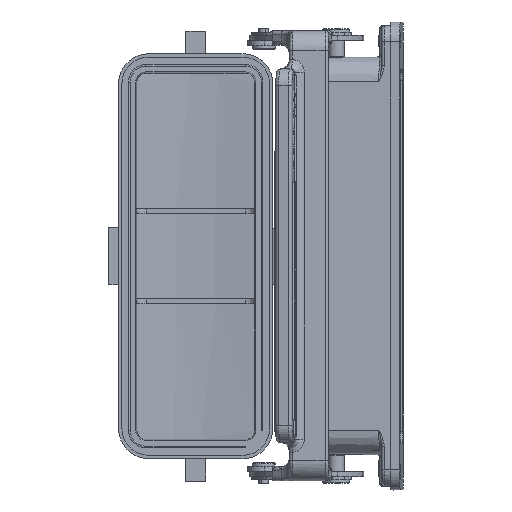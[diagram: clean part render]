
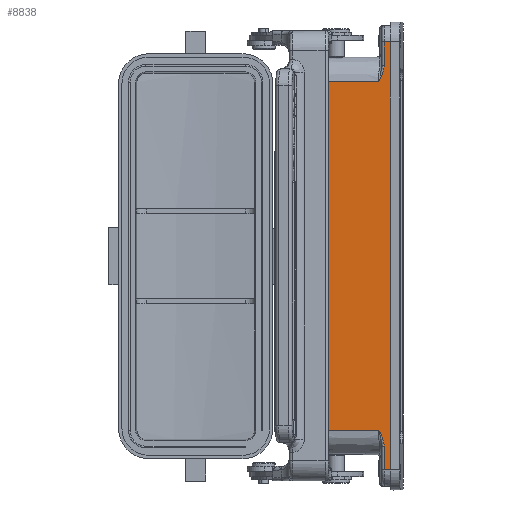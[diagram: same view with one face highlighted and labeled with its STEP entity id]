
A CAD part, top view. The second image highlights one B-rep face of the part: STEP entity #8838.
In plain terms, the highlighted planar face has unit normal (-0.033, 0, 1).
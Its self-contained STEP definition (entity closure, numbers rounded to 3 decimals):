
#1404=B_SPLINE_CURVE_WITH_KNOTS('',3,(#51504,#51505,#51506,#51507,#51508,
#51509,#51510,#51511,#51512,#51513,#51514,#51515,#51516,#51517,#51518,#51519,
#51520,#51521,#51522,#51523,#51524,#51525,#51526,#51527,#51528,#51529,#51530,
#51531,#51532,#51533,#51534),.UNSPECIFIED.,.F.,.F.,(4,1,1,1,1,1,1,2,2,1,
1,1,1,1,2,2,1,1,1,1,2,2,4),(0.,0.125,0.187,0.219,
0.234,0.242,0.246,0.248,
0.25,0.375,0.437,0.469,
0.484,0.492,0.496,0.5,0.625,
0.687,0.719,0.734,0.742,
0.75,1.),.UNSPECIFIED.);
#1424=B_SPLINE_CURVE_WITH_KNOTS('',3,(#52198,#52199,#52200,#52201,#52202,
#52203,#52204,#52205,#52206,#52207,#52208,#52209,#52210,#52211,#52212,#52213,
#52214,#52215,#52216,#52217,#52218,#52219,#52220,#52221,#52222,#52223,#52224,
#52225,#52226,#52227,#52228),.UNSPECIFIED.,.F.,.F.,(4,1,1,1,1,2,2,1,1,1,
1,1,2,2,1,1,1,1,1,1,2,2,4),(0.,0.125,0.187,0.219,
0.234,0.242,0.25,0.375,
0.437,0.469,0.484,0.492,
0.496,0.5,0.625,0.687,
0.719,0.734,0.742,0.746,
0.748,0.75,1.),.UNSPECIFIED.);
#3059=LINE('',#51410,#5169);
#3062=LINE('',#51502,#5172);
#3140=LINE('',#52277,#5250);
#3159=LINE('',#52491,#5269);
#3161=LINE('',#52500,#5271);
#3162=LINE('',#52501,#5272);
#3163=LINE('',#52503,#5273);
#3164=LINE('',#52505,#5274);
#5169=VECTOR('',#37611,1.);
#5172=VECTOR('',#37634,1.);
#5250=VECTOR('',#37908,1.);
#5269=VECTOR('',#37987,1.);
#5271=VECTOR('',#37995,1.);
#5272=VECTOR('',#37996,1.);
#5273=VECTOR('',#37997,1.);
#5274=VECTOR('',#37998,1.);
#8838=ADVANCED_FACE('NONE',(#11155),#9786,.T.);
#9786=PLANE('',#31971);
#11155=FACE_OUTER_BOUND('',#12894,.T.);
#12894=EDGE_LOOP('',(#19733,#19734,#19735,#19736,#19737,#19738,#19739,#19740,
#19741,#19742));
#19733=ORIENTED_EDGE('',*,*,#28068,.F.);
#19734=ORIENTED_EDGE('',*,*,#28021,.T.);
#19735=ORIENTED_EDGE('',*,*,#28024,.T.);
#19736=ORIENTED_EDGE('',*,*,#27847,.T.);
#19737=ORIENTED_EDGE('',*,*,#27861,.T.);
#19738=ORIENTED_EDGE('',*,*,#27862,.T.);
#19739=ORIENTED_EDGE('',*,*,#28069,.F.);
#19740=ORIENTED_EDGE('',*,*,#28070,.F.);
#19741=ORIENTED_EDGE('',*,*,#28071,.F.);
#19742=ORIENTED_EDGE('',*,*,#28064,.T.);
#23956=VERTEX_POINT('',#51165);
#23992=VERTEX_POINT('',#51316);
#24015=VERTEX_POINT('',#51501);
#24016=VERTEX_POINT('',#51535);
#24131=VERTEX_POINT('',#52229);
#24132=VERTEX_POINT('',#52230);
#24154=VERTEX_POINT('',#52492);
#24155=VERTEX_POINT('',#52493);
#24158=VERTEX_POINT('',#52502);
#24159=VERTEX_POINT('',#52504);
#27847=EDGE_CURVE('NONE',#23992,#23956,#3059,.T.);
#27861=EDGE_CURVE('NONE',#23956,#24015,#3062,.T.);
#27862=EDGE_CURVE('NONE',#24015,#24016,#1404,.T.);
#28021=EDGE_CURVE('NONE',#24131,#24132,#1424,.T.);
#28024=EDGE_CURVE('NONE',#24132,#23992,#3140,.T.);
#28064=EDGE_CURVE('NONE',#24154,#24155,#3159,.T.);
#28068=EDGE_CURVE('NONE',#24131,#24155,#3161,.T.);
#28069=EDGE_CURVE('NONE',#24158,#24016,#3162,.T.);
#28070=EDGE_CURVE('NONE',#24159,#24158,#3163,.T.);
#28071=EDGE_CURVE('NONE',#24154,#24159,#3164,.T.);
#31971=AXIS2_PLACEMENT_3D('',#52506,#37999,#38000);
#37611=DIRECTION('',(0.,-1.,0.));
#37634=DIRECTION('',(0.999,0.,0.033));
#37908=DIRECTION('',(-0.999,0.,-0.033));
#37987=DIRECTION('',(-0.999,0.,-0.033));
#37995=DIRECTION('',(0.,1.,0.));
#37996=DIRECTION('',(0.,1.,0.));
#37997=DIRECTION('',(-0.999,0.,-0.033));
#37998=DIRECTION('',(0.,-1.,0.));
#37999=DIRECTION('',(-0.033,0.,0.999));
#38000=DIRECTION('',(0.999,0.,0.033));
#51165=CARTESIAN_POINT('',(38.696,-52.5,32.989));
#51316=CARTESIAN_POINT('',(38.696,52.5,32.989));
#51410=CARTESIAN_POINT('',(38.696,-69.5,32.989));
#51501=CARTESIAN_POINT('',(55.597,-52.5,33.543));
#51502=CARTESIAN_POINT('',(60.388,-52.5,33.699));
#51504=CARTESIAN_POINT('',(55.597,-52.5,33.543));
#51505=CARTESIAN_POINT('',(55.723,-52.758,33.547));
#51506=CARTESIAN_POINT('',(55.888,-53.097,33.552));
#51507=CARTESIAN_POINT('',(56.036,-53.408,33.557));
#51508=CARTESIAN_POINT('',(56.099,-53.543,33.559));
#51509=CARTESIAN_POINT('',(56.128,-53.605,33.56));
#51510=CARTESIAN_POINT('',(56.142,-53.635,33.56));
#51511=CARTESIAN_POINT('',(56.149,-53.649,33.561));
#51512=CARTESIAN_POINT('',(56.152,-53.656,33.561));
#51513=CARTESIAN_POINT('',(56.154,-53.66,33.561));
#51514=CARTESIAN_POINT('',(56.154,-53.66,33.561));
#51515=CARTESIAN_POINT('',(56.255,-53.881,33.564));
#51516=CARTESIAN_POINT('',(56.392,-54.193,33.569));
#51517=CARTESIAN_POINT('',(56.531,-54.531,33.573));
#51518=CARTESIAN_POINT('',(56.595,-54.695,33.575));
#51519=CARTESIAN_POINT('',(56.625,-54.775,33.576));
#51520=CARTESIAN_POINT('',(56.64,-54.814,33.577));
#51521=CARTESIAN_POINT('',(56.647,-54.831,33.577));
#51522=CARTESIAN_POINT('',(56.651,-54.843,33.577));
#51523=CARTESIAN_POINT('',(56.652,-54.847,33.577));
#51524=CARTESIAN_POINT('',(56.737,-55.073,33.58));
#51525=CARTESIAN_POINT('',(56.844,-55.392,33.583));
#51526=CARTESIAN_POINT('',(56.945,-55.746,33.587));
#51527=CARTESIAN_POINT('',(56.989,-55.919,33.588));
#51528=CARTESIAN_POINT('',(57.01,-56.004,33.589));
#51529=CARTESIAN_POINT('',(57.018,-56.041,33.589));
#51530=CARTESIAN_POINT('',(57.024,-56.065,33.589));
#51531=CARTESIAN_POINT('',(57.026,-56.075,33.589));
#51532=CARTESIAN_POINT('',(57.131,-56.543,33.593));
#51533=CARTESIAN_POINT('',(57.182,-56.969,33.594));
#51534=CARTESIAN_POINT('',(57.182,-57.366,33.594));
#51535=CARTESIAN_POINT('',(57.182,-57.366,33.594));
#52198=CARTESIAN_POINT('',(57.182,57.366,33.594));
#52199=CARTESIAN_POINT('',(57.182,57.168,33.594));
#52200=CARTESIAN_POINT('',(57.163,56.859,33.594));
#52201=CARTESIAN_POINT('',(57.107,56.48,33.592));
#52202=CARTESIAN_POINT('',(57.071,56.286,33.591));
#52203=CARTESIAN_POINT('',(57.051,56.188,33.59));
#52204=CARTESIAN_POINT('',(57.042,56.146,33.59));
#52205=CARTESIAN_POINT('',(57.036,56.117,33.59));
#52206=CARTESIAN_POINT('',(57.032,56.101,33.59));
#52207=CARTESIAN_POINT('',(56.986,55.897,33.588));
#52208=CARTESIAN_POINT('',(56.907,55.598,33.585));
#52209=CARTESIAN_POINT('',(56.789,55.232,33.582));
#52210=CARTESIAN_POINT('',(56.724,55.044,33.579));
#52211=CARTESIAN_POINT('',(56.69,54.949,33.578));
#52212=CARTESIAN_POINT('',(56.673,54.902,33.578));
#52213=CARTESIAN_POINT('',(56.665,54.881,33.578));
#52214=CARTESIAN_POINT('',(56.66,54.867,33.577));
#52215=CARTESIAN_POINT('',(56.657,54.859,33.577));
#52216=CARTESIAN_POINT('',(56.589,54.676,33.575));
#52217=CARTESIAN_POINT('',(56.477,54.394,33.571));
#52218=CARTESIAN_POINT('',(56.324,54.038,33.566));
#52219=CARTESIAN_POINT('',(56.241,53.854,33.564));
#52220=CARTESIAN_POINT('',(56.199,53.759,33.562));
#52221=CARTESIAN_POINT('',(56.177,53.712,33.562));
#52222=CARTESIAN_POINT('',(56.166,53.688,33.561));
#52223=CARTESIAN_POINT('',(56.162,53.678,33.561));
#52224=CARTESIAN_POINT('',(56.158,53.671,33.561));
#52225=CARTESIAN_POINT('',(56.156,53.666,33.561));
#52226=CARTESIAN_POINT('',(56.032,53.397,33.557));
#52227=CARTESIAN_POINT('',(55.846,53.009,33.551));
#52228=CARTESIAN_POINT('',(55.597,52.5,33.543));
#52229=CARTESIAN_POINT('',(57.182,57.366,33.594));
#52230=CARTESIAN_POINT('',(55.597,52.5,33.543));
#52277=CARTESIAN_POINT('',(60.388,52.5,33.699));
#52491=CARTESIAN_POINT('',(60.388,64.5,33.699));
#52492=CARTESIAN_POINT('',(60.388,64.5,33.699));
#52493=CARTESIAN_POINT('',(57.182,64.5,33.594));
#52500=CARTESIAN_POINT('',(57.182,-69.5,33.594));
#52501=CARTESIAN_POINT('',(57.182,-69.5,33.594));
#52502=CARTESIAN_POINT('',(57.182,-64.5,33.594));
#52503=CARTESIAN_POINT('',(498811.95,-64.5,16369.008));
#52504=CARTESIAN_POINT('',(60.388,-64.5,33.699));
#52505=CARTESIAN_POINT('',(60.388,64.5,33.699));
#52506=CARTESIAN_POINT('',(60.388,-69.5,33.699));
